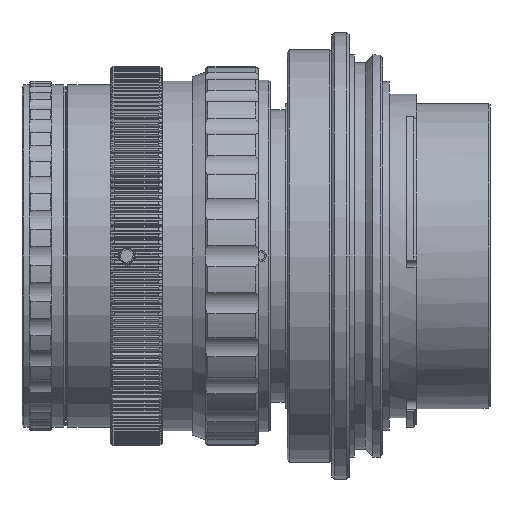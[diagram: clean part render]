
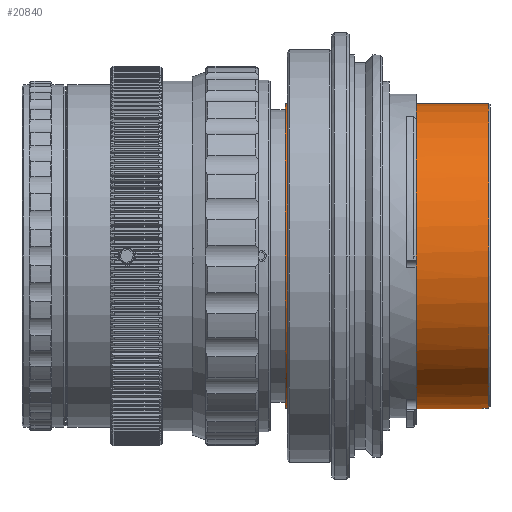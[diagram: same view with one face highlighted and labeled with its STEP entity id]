
A CAD part, front view. The second image highlights one B-rep face of the part: STEP entity #20840.
In plain terms, the highlighted cylindrical face has radius 20.5 mm (diameter 41 mm), a partial arc.
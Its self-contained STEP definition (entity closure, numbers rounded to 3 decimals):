
#755 = CARTESIAN_POINT ( 'NONE',  ( 30.8, -1.3, -20.459 ) ) ;
#1375 = AXIS2_PLACEMENT_3D ( 'NONE', #36545, #48245, #47790 ) ;
#1763 = CIRCLE ( 'NONE', #35792, 20.5 ) ;
#4864 = CARTESIAN_POINT ( 'NONE',  ( 30.5, -1., -20.476 ) ) ;
#5798 = CARTESIAN_POINT ( 'NONE',  ( 30.8, 0., 20.5 ) ) ;
#6306 = VERTEX_POINT ( 'NONE', #5798 ) ;
#7054 = VERTEX_POINT ( 'NONE', #62586 ) ;
#9250 = CARTESIAN_POINT ( 'NONE',  ( 0., 0., 20.5 ) ) ;
#9733 = EDGE_CURVE ( 'NONE', #22691, #46228, #23220, .T. ) ;
#9737 = EDGE_CURVE ( 'NONE', #50342, #22691, #60528, .T. ) ;
#9952 = EDGE_CURVE ( 'NONE', #7054, #19942, #62203, .T. ) ;
#15405 = DIRECTION ( 'NONE',  ( -1., 0., 0. ) ) ;
#16617 = LINE ( 'NONE', #9250, #40214 ) ;
#18140 = CARTESIAN_POINT ( 'NONE',  ( 30.7, -1.2, -20.465 ) ) ;
#18146 = ORIENTED_EDGE ( 'NONE', *, *, #9737, .T. ) ;
#19071 = DIRECTION ( 'NONE',  ( 1., 0., 0. ) ) ;
#19942 = VERTEX_POINT ( 'NONE', #54741 ) ;
#20718 = DIRECTION ( 'NONE',  ( -1., 0., 0. ) ) ;
#20840 = ADVANCED_FACE ( 'NONE', ( #23016 ), #36462, .T. ) ;
#22691 = VERTEX_POINT ( 'NONE', #4864 ) ;
#22950 = EDGE_LOOP ( 'NONE', ( #38500, #37536, #18146, #62577, #28509, #51733, #37172 ) ) ;
#23016 = FACE_OUTER_BOUND ( 'NONE', #22950, .T. ) ;
#23220 =( BOUNDED_CURVE ( )  B_SPLINE_CURVE ( 3, ( #23342, #61387, #18140, #28534 ),
 .UNSPECIFIED., .F., .F. ) 
 B_SPLINE_CURVE_WITH_KNOTS ( ( 4, 4 ),
 ( 1.62, 1.634 ),
 .UNSPECIFIED. ) 
 CURVE ( )  GEOMETRIC_REPRESENTATION_ITEM ( )  RATIONAL_B_SPLINE_CURVE ( ( 1., 1., 1., 1. ) ) 
 REPRESENTATION_ITEM ( '' )  );
#23342 = CARTESIAN_POINT ( 'NONE',  ( 30.5, -1., -20.476 ) ) ;
#27643 = CIRCLE ( 'NONE', #30208, 20.5 ) ;
#28509 = ORIENTED_EDGE ( 'NONE', *, *, #67763, .T. ) ;
#28534 = CARTESIAN_POINT ( 'NONE',  ( 30.8, -1.3, -20.459 ) ) ;
#30208 = AXIS2_PLACEMENT_3D ( 'NONE', #33509, #65394, #39107 ) ;
#30331 = CARTESIAN_POINT ( 'NONE',  ( 30.8, 0., 0. ) ) ;
#33042 = DIRECTION ( 'NONE',  ( -1., 0., 0. ) ) ;
#33509 = CARTESIAN_POINT ( 'NONE',  ( 30., 0., 0. ) ) ;
#34500 = EDGE_CURVE ( 'NONE', #7054, #50342, #27643, .T. ) ;
#35792 = AXIS2_PLACEMENT_3D ( 'NONE', #30331, #15405, #43226 ) ;
#36462 = CYLINDRICAL_SURFACE ( 'NONE', #43465, 20.5 ) ;
#36545 = CARTESIAN_POINT ( 'NONE',  ( 3.5, 0., 0. ) ) ;
#36730 = CARTESIAN_POINT ( 'NONE',  ( 0., 0., -20.5 ) ) ;
#37172 = ORIENTED_EDGE ( 'NONE', *, *, #47807, .T. ) ;
#37536 = ORIENTED_EDGE ( 'NONE', *, *, #34500, .T. ) ;
#37727 = CARTESIAN_POINT ( 'NONE',  ( 0., 0., 0. ) ) ;
#38500 = ORIENTED_EDGE ( 'NONE', *, *, #9952, .F. ) ;
#39107 = DIRECTION ( 'NONE',  ( 0., 0., 1. ) ) ;
#39904 = VERTEX_POINT ( 'NONE', #54277 ) ;
#40214 = VECTOR ( 'NONE', #51653, 1000. ) ;
#43226 = DIRECTION ( 'NONE',  ( 0., 0., 1. ) ) ;
#43465 = AXIS2_PLACEMENT_3D ( 'NONE', #37727, #33042, #48734 ) ;
#44339 = CIRCLE ( 'NONE', #1375, 20.5 ) ;
#46228 = VERTEX_POINT ( 'NONE', #755 ) ;
#47790 = DIRECTION ( 'NONE',  ( 0., 0., 1. ) ) ;
#47807 = EDGE_CURVE ( 'NONE', #39904, #19942, #44339, .T. ) ;
#48245 = DIRECTION ( 'NONE',  ( 1., 0., 0. ) ) ;
#48734 = DIRECTION ( 'NONE',  ( 0., 0., 1. ) ) ;
#50342 = VERTEX_POINT ( 'NONE', #58952 ) ;
#51339 = VECTOR ( 'NONE', #20718, 1000. ) ;
#51653 = DIRECTION ( 'NONE',  ( -1., 0., 0. ) ) ;
#51733 = ORIENTED_EDGE ( 'NONE', *, *, #58078, .T. ) ;
#54277 = CARTESIAN_POINT ( 'NONE',  ( 3.5, 0., 20.5 ) ) ;
#54741 = CARTESIAN_POINT ( 'NONE',  ( 3.5, 0., -20.5 ) ) ;
#57189 = VECTOR ( 'NONE', #19071, 1000. ) ;
#58078 = EDGE_CURVE ( 'NONE', #6306, #39904, #16617, .T. ) ;
#58952 = CARTESIAN_POINT ( 'NONE',  ( 30., -1., -20.476 ) ) ;
#60528 = LINE ( 'NONE', #62759, #57189 ) ;
#61387 = CARTESIAN_POINT ( 'NONE',  ( 30.6, -1.1, -20.471 ) ) ;
#62203 = LINE ( 'NONE', #36730, #51339 ) ;
#62577 = ORIENTED_EDGE ( 'NONE', *, *, #9733, .T. ) ;
#62586 = CARTESIAN_POINT ( 'NONE',  ( 30., 0., -20.5 ) ) ;
#62759 = CARTESIAN_POINT ( 'NONE',  ( 30., -1., -20.476 ) ) ;
#65394 = DIRECTION ( 'NONE',  ( -1., 0., 0. ) ) ;
#67763 = EDGE_CURVE ( 'NONE', #46228, #6306, #1763, .T. ) ;
